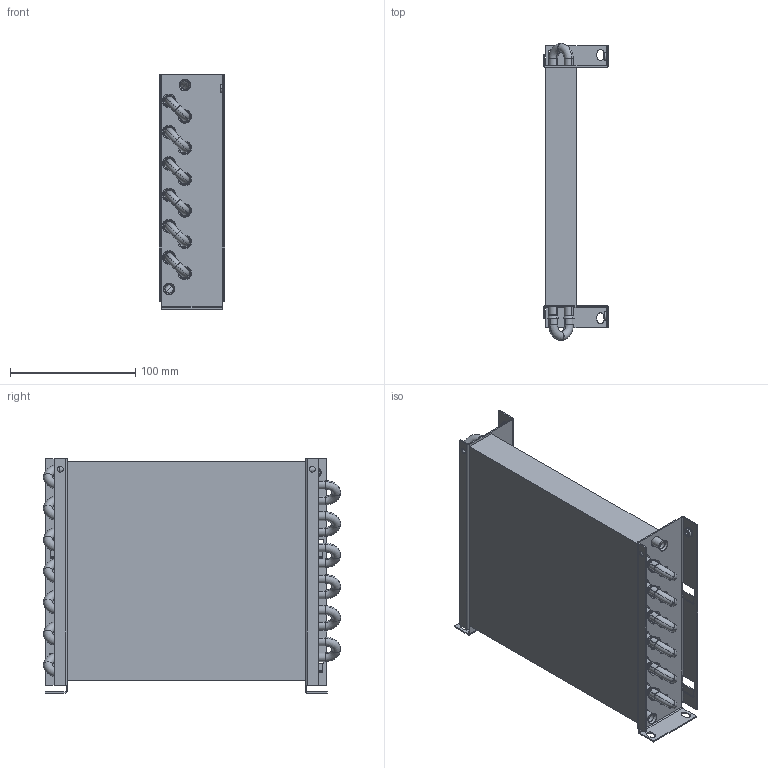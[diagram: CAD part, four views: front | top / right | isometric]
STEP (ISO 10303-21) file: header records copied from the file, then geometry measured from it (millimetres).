
FILE_DESCRIPTION((''),'2;1');
FILE_NAME('0720190A50_ASM','2019-12-19T',('U371994'),('DANFOSS COMMERCIAL COMPRESSOR'),'CREO PARAMETRIC BY PTC INC, 2015480','CREO PARAMETRIC BY PTC INC, 2015480','');
FILE_SCHEMA(('CONFIG_CONTROL_DESIGN'));
Length unit declared in the file: millimetre
Products named in the file (6): 0720190A50_1; 0720190A50_2; 0720190A50_3; 0720190A50_4; 2907041821; 0720190A50_ASM
Assembly tree (16 placements, depth 2):
  0720190A50_ASM
    0720190A50_1
    0720190A50_2
    0720190A50_3
    0720190A50_4  x7
    2907041821  x6
Bounding box: 52 x 237.04 x 187 mm (x, y, z)
Volume: 744648.8 mm3; surface area: 354428.1 mm2
Topology: 16 solids, 16 shells, 814 faces, 1870 edges, 1106 vertices
Faces by surface type: torus 312, cylinder 280, plane 166, cone 56
Entity records: 17265 total; most frequent: DIRECTION 3444, CARTESIAN_POINT 2806, ORIENTED_EDGE 2756, AXIS2_PLACEMENT_3D 1476, EDGE_CURVE 1378, CIRCLE 886, VERTEX_POINT 838, EDGE_LOOP 694
